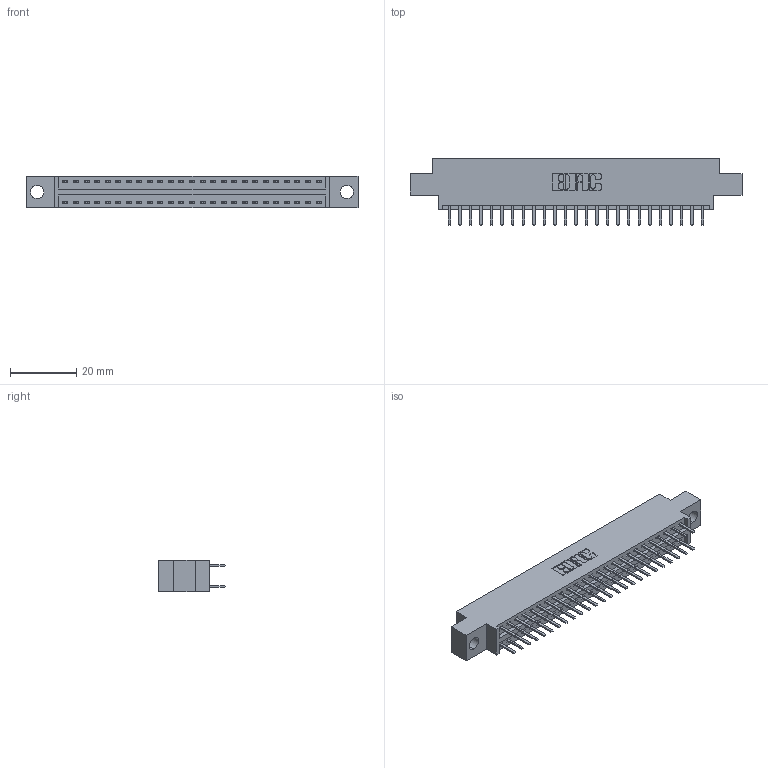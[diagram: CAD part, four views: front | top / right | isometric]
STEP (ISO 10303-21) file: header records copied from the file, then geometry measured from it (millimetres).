
FILE_DESCRIPTION (( 'STEP AP203' ), '1' );
FILE_NAME ('396-050-520-804.STEP', '2019-11-02T07:11:57', ( '' ), ( '' ), 'SwSTEP 2.0', 'SolidWorks 2016', '' );
FILE_SCHEMA (( 'CONFIG_CONTROL_DESIGN' ));
Length unit declared in the file: inch
Products named in the file (3): 346 Part_0.170 Offset - 0.156 Dia-TH; 345-292-001_345-293-120; 396-050-520-804
Assembly tree (51 placements, depth 2):
  396-050-520-804
    346 Part_0.170 Offset - 0.156 Dia-TH
    345-292-001_345-293-120  x50
Bounding box: 99.95 x 20.02 x 9.4 mm (x, y, z)
Volume: 9349.8 mm3; surface area: 12526.2 mm2
Topology: 51 solids, 51 shells, 2926 faces, 8491 edges, 5526 vertices
Faces by surface type: plane 1930, cylinder 996
Entity records: 18853 total; most frequent: CARTESIAN_POINT 3144, ORIENTED_EDGE 3066, DIRECTION 2809, EDGE_CURVE 1533, VECTOR 1297, LINE 1297, VERTEX_POINT 1018, AXIS2_PLACEMENT_3D 756
